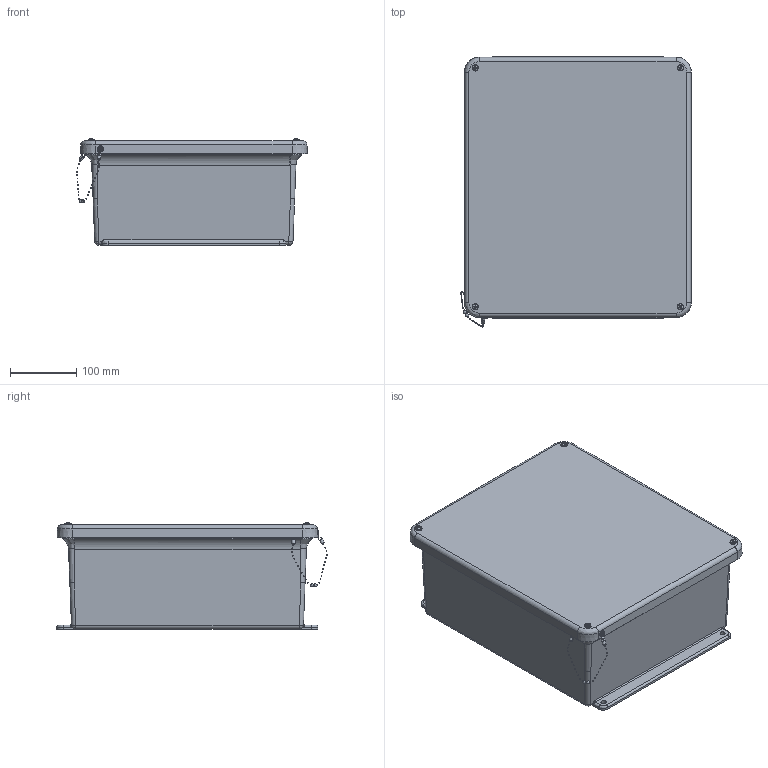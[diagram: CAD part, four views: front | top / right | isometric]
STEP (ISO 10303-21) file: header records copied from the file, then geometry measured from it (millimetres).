
FILE_DESCRIPTION (( 'STEP AP214' ), '1' );
FILE_NAME ('M1412W.STEP', '2018-11-07T18:37:42', ( '' ), ( '' ), 'SwSTEP 2.0', 'SolidWorks 2018', '' );
FILE_SCHEMA (( 'AUTOMOTIVE_DESIGN' ));
Length unit declared in the file: inch
Products named in the file (1): M1412W
Bounding box: 347.8 x 407.46 x 160.78 mm (x, y, z)
Volume: 1841054.9 mm3; surface area: 988692.7 mm2
Topology: 45 solids, 45 shells, 898 faces, 2097 edges, 1308 vertices
Faces by surface type: cylinder 295, cone 213, bspline 195, plane 191, torus 4
Full cylindrical faces by diameter (mm): 3.175 x2, 3.2 x1, 3.556 x6, 3.683 x4, 3.861 x8, 3.962 x7, 3.967 x80, 4.763 x2, 4.826 x80, 5.537 x4, 6.35 x2, 6.858 x8, 7.188 x1
Entity records: 41101 total; most frequent: CARTESIAN_POINT 13002, DIRECTION 3158, ORIENTED_EDGE 2996, EDGE_CURVE 1498, EDGE_LOOP 1380, AXIS2_PLACEMENT_3D 1379, VERTEX_POINT 1126, FACE_OUTER_BOUND 1080
